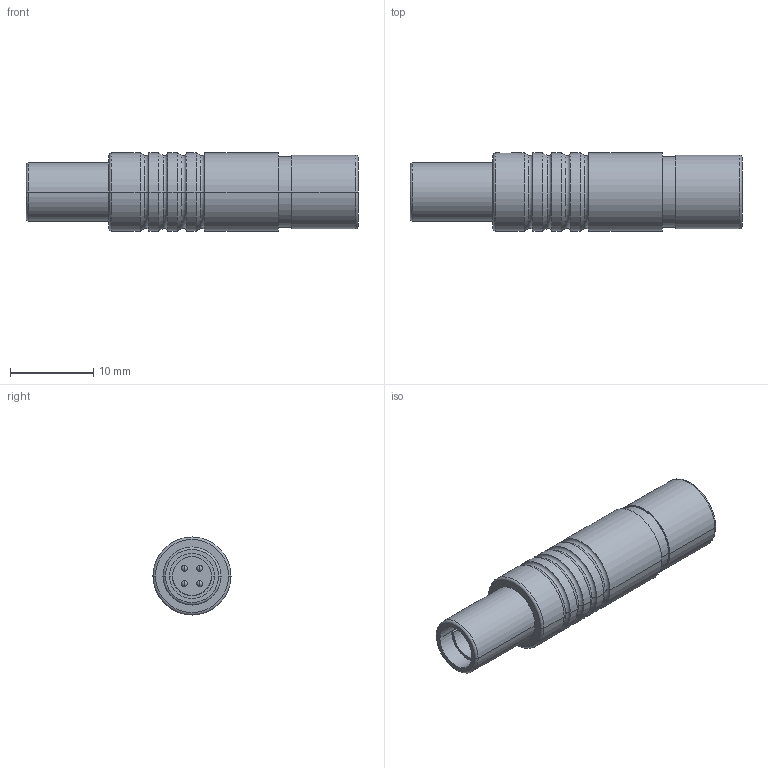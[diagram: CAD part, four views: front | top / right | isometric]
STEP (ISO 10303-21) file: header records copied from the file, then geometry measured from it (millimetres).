
FILE_DESCRIPTION((''),'2;1');
FILE_NAME('S30F1C-P04M','2021-01-21T15:57:46',('RTrager'),(''),'CREO PARAMETRIC BY PTC INC, 2018300','CREO PARAMETRIC BY PTC INC, 2018300','');
FILE_SCHEMA(('AP242_MANAGED_MODEL_BASED_3D_ENGINEERING_MIM_LF { 1 0 10303 442 1 1 4 }'));
Length unit declared in the file: millimetre
Products named in the file (1): S30F1C-P04M
Bounding box: 40 x 9.4 x 9.4 mm (x, y, z)
Volume: 1794.2 mm3; surface area: 1917.8 mm2
Topology: 1 solids, 1 shells, 115 faces, 262 edges, 156 vertices
Faces by surface type: cylinder 61, plane 20, torus 18, cone 8, sphere 8
Entity records: 5315 total; most frequent: CARTESIAN_POINT 759, DIRECTION 614, ORIENTED_EDGE 508, PRESENTATION_STYLE_ASSIGNMENT 365, STYLED_ITEM 306, AXIS2_PLACEMENT_3D 265, CURVE_STYLE 254, EDGE_CURVE 254
